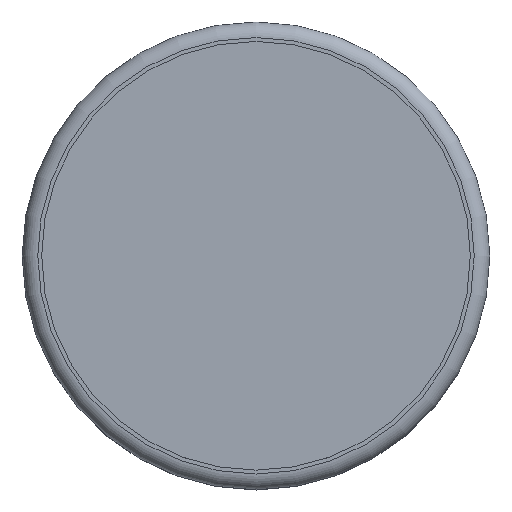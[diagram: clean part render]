
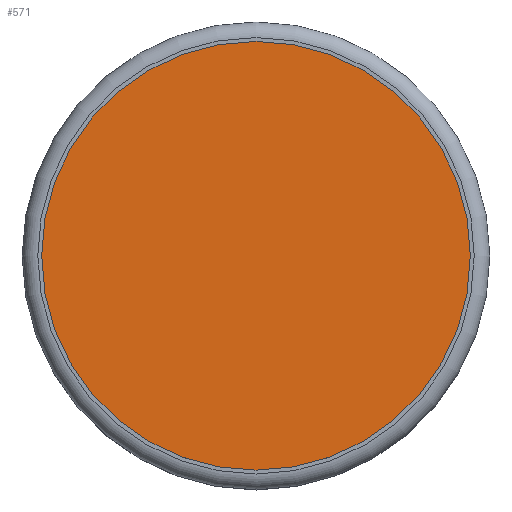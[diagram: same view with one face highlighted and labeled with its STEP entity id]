
A CAD part, top view. The second image highlights one B-rep face of the part: STEP entity #571.
In plain terms, the highlighted planar face has unit normal (0, 0, 1).
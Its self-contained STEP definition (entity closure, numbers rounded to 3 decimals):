
#28=PLANE('',#659);
#131=FACE_OUTER_BOUND('',#206,.T.);
#206=EDGE_LOOP('',(#451));
#282=CIRCLE('',#660,2.75);
#331=VERTEX_POINT('',#998);
#380=EDGE_CURVE('',#331,#331,#282,.T.);
#451=ORIENTED_EDGE('',*,*,#380,.F.);
#571=ADVANCED_FACE('',(#131),#28,.F.);
#659=AXIS2_PLACEMENT_3D('',#997,#813,#814);
#660=AXIS2_PLACEMENT_3D('',#999,#815,#816);
#813=DIRECTION('center_axis',(0.,0.,-1.));
#814=DIRECTION('ref_axis',(-1.,0.,0.));
#815=DIRECTION('center_axis',(0.,0.,-1.));
#816=DIRECTION('ref_axis',(-1.,0.,0.));
#997=CARTESIAN_POINT('Origin',(0.,0.,1.6));
#998=CARTESIAN_POINT('',(2.75,0.,1.6));
#999=CARTESIAN_POINT('Origin',(0.,0.,1.6));
